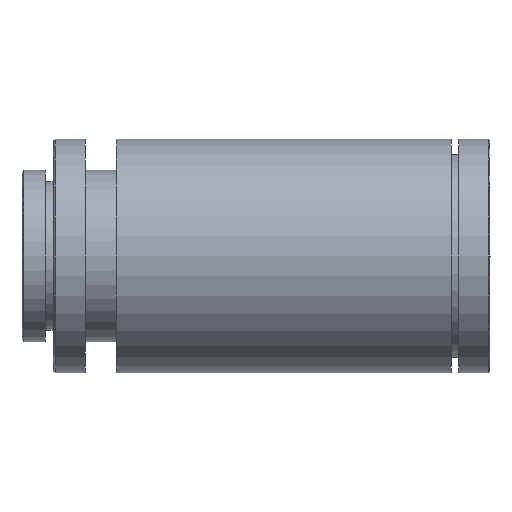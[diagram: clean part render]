
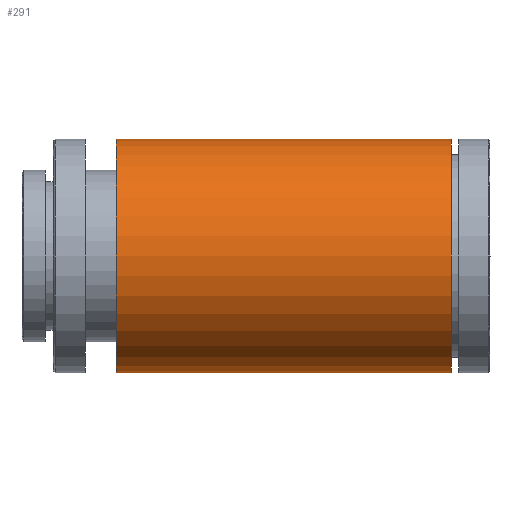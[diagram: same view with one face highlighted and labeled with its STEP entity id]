
A CAD part, front view. The second image highlights one B-rep face of the part: STEP entity #291.
In plain terms, the highlighted cylindrical face has radius 15 mm (diameter 30 mm), a partial arc.
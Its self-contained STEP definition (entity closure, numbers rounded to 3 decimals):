
#10 = FACE_OUTER_BOUND ( 'NONE', #63, .T. ) ;
#36 = EDGE_CURVE ( 'NONE', #248, #967, #555, .T. ) ;
#61 = ORIENTED_EDGE ( 'NONE', *, *, #36, .F. ) ;
#63 = EDGE_LOOP ( 'NONE', ( #61, #663, #811, #706 ) ) ;
#95 = DIRECTION ( 'NONE',  ( -1., 0., 0. ) ) ;
#135 = VERTEX_POINT ( 'NONE', #992 ) ;
#146 = EDGE_CURVE ( 'NONE', #967, #613, #383, .T. ) ;
#154 = AXIS2_PLACEMENT_3D ( 'NONE', #170, #536, #897 ) ;
#170 = CARTESIAN_POINT ( 'NONE',  ( 12.09, 0., 0. ) ) ;
#203 = DIRECTION ( 'NONE',  ( -1., 0., 0. ) ) ;
#248 = VERTEX_POINT ( 'NONE', #567 ) ;
#291 = ADVANCED_FACE ( 'NONE', ( #10 ), #379, .T. ) ;
#342 = VECTOR ( 'NONE', #435, 1000. ) ;
#352 = AXIS2_PLACEMENT_3D ( 'NONE', #1119, #203, #842 ) ;
#370 = CARTESIAN_POINT ( 'NONE',  ( 12.09, 0., 15. ) ) ;
#379 = CYLINDRICAL_SURFACE ( 'NONE', #352, 15. ) ;
#383 = CIRCLE ( 'NONE', #154, 15. ) ;
#435 = DIRECTION ( 'NONE',  ( -1., 0., 0. ) ) ;
#463 = DIRECTION ( 'NONE',  ( 0., 0., 1. ) ) ;
#468 = DIRECTION ( 'NONE',  ( -1., 0., 0. ) ) ;
#528 = EDGE_CURVE ( 'NONE', #135, #613, #1162, .T. ) ;
#536 = DIRECTION ( 'NONE',  ( -1., 0., 0. ) ) ;
#555 = LINE ( 'NONE', #718, #999 ) ;
#567 = CARTESIAN_POINT ( 'NONE',  ( 55.02, 0., -15. ) ) ;
#577 = AXIS2_PLACEMENT_3D ( 'NONE', #754, #468, #463 ) ;
#613 = VERTEX_POINT ( 'NONE', #370 ) ;
#640 = CIRCLE ( 'NONE', #577, 15. ) ;
#654 = EDGE_CURVE ( 'NONE', #248, #135, #640, .T. ) ;
#663 = ORIENTED_EDGE ( 'NONE', *, *, #654, .T. ) ;
#706 = ORIENTED_EDGE ( 'NONE', *, *, #146, .F. ) ;
#718 = CARTESIAN_POINT ( 'NONE',  ( -215.191, 0., -15. ) ) ;
#754 = CARTESIAN_POINT ( 'NONE',  ( 55.02, 0., 0. ) ) ;
#811 = ORIENTED_EDGE ( 'NONE', *, *, #528, .T. ) ;
#842 = DIRECTION ( 'NONE',  ( 0., 0., 1. ) ) ;
#864 = CARTESIAN_POINT ( 'NONE',  ( 12.09, 0., -15. ) ) ;
#888 = CARTESIAN_POINT ( 'NONE',  ( -215.191, 0., 15. ) ) ;
#897 = DIRECTION ( 'NONE',  ( 0., 0., 1. ) ) ;
#967 = VERTEX_POINT ( 'NONE', #864 ) ;
#992 = CARTESIAN_POINT ( 'NONE',  ( 55.02, 0., 15. ) ) ;
#999 = VECTOR ( 'NONE', #95, 1000. ) ;
#1119 = CARTESIAN_POINT ( 'NONE',  ( -215.191, 0., 0. ) ) ;
#1162 = LINE ( 'NONE', #888, #342 ) ;
